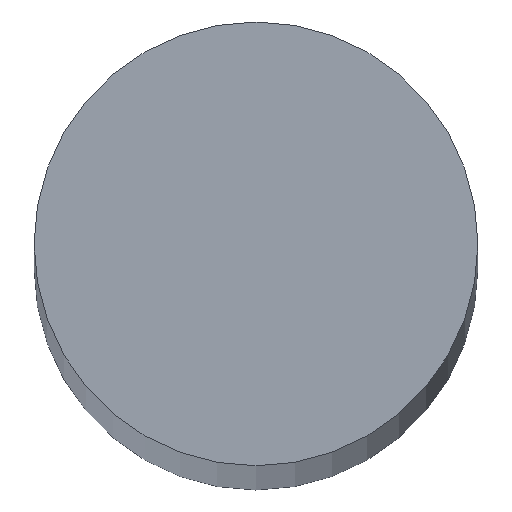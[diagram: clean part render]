
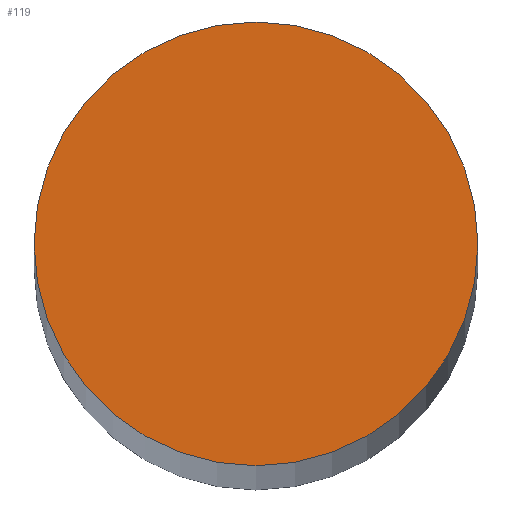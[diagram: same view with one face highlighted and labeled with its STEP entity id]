
A CAD part, top view. The second image highlights one B-rep face of the part: STEP entity #119.
In plain terms, the highlighted planar face has unit normal (0, 0, 1).
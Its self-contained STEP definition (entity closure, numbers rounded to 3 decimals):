
#1 = AXIS2_PLACEMENT_3D ( 'NONE', #48, #193, #116 ) ;
#3 = DIRECTION ( 'NONE',  ( 1., 0., 0. ) ) ;
#10 = FACE_OUTER_BOUND ( 'NONE', #57, .T. ) ;
#13 = CARTESIAN_POINT ( 'NONE',  ( 4., 0., 250. ) ) ;
#14 = CIRCLE ( 'NONE', #118, 4. ) ;
#17 = CARTESIAN_POINT ( 'NONE',  ( 0., 0., 250. ) ) ;
#32 = CARTESIAN_POINT ( 'NONE',  ( 0., 0., 250. ) ) ;
#38 = ORIENTED_EDGE ( 'NONE', *, *, #131, .F. ) ;
#48 = CARTESIAN_POINT ( 'NONE',  ( 0., 0., 250. ) ) ;
#57 = EDGE_LOOP ( 'NONE', ( #38, #113 ) ) ;
#75 = VERTEX_POINT ( 'NONE', #13 ) ;
#79 = CARTESIAN_POINT ( 'NONE',  ( -4., 0., 250. ) ) ;
#92 = PLANE ( 'NONE',  #1 ) ;
#95 = DIRECTION ( 'NONE',  ( 1., 0., 0. ) ) ;
#113 = ORIENTED_EDGE ( 'NONE', *, *, #194, .F. ) ;
#116 = DIRECTION ( 'NONE',  ( 1., 0., 0. ) ) ;
#118 = AXIS2_PLACEMENT_3D ( 'NONE', #32, #172, #95 ) ;
#119 = ADVANCED_FACE ( 'NONE', ( #10 ), #92, .T. ) ;
#124 = AXIS2_PLACEMENT_3D ( 'NONE', #17, #200, #3 ) ;
#131 = EDGE_CURVE ( 'NONE', #75, #149, #14, .T. ) ;
#149 = VERTEX_POINT ( 'NONE', #79 ) ;
#166 = CIRCLE ( 'NONE', #124, 4. ) ;
#172 = DIRECTION ( 'NONE',  ( 0., 0., -1. ) ) ;
#193 = DIRECTION ( 'NONE',  ( 0., 0., 1. ) ) ;
#194 = EDGE_CURVE ( 'NONE', #149, #75, #166, .T. ) ;
#200 = DIRECTION ( 'NONE',  ( 0., 0., -1. ) ) ;
